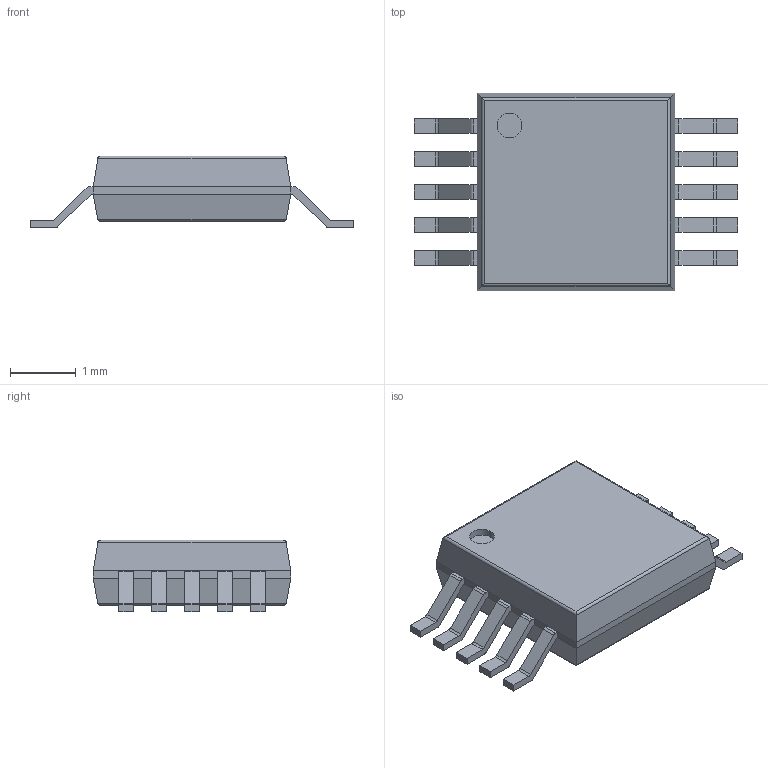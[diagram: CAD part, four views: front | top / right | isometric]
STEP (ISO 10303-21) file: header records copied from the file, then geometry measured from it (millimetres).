
FILE_DESCRIPTION(('FreeCAD Model'),'2;1');
FILE_NAME('955.4.1.stp','2021-02-23T13:17:14',('Author'), (''),'Open CASCADE STEP processor 6.9','FreeCAD','Unknown');
FILE_SCHEMA(('AUTOMOTIVE_DESIGN { 1 0 10303 214 1 1 1 1 }'));
Length unit declared in the file: millimetre
Products named in the file (3): ASSEMBLY; Body; PinsArrayLR
Assembly tree (2 placements, depth 2):
  ASSEMBLY
    Body
    PinsArrayLR
Bounding box: 4.9 x 3 x 1.09 mm (x, y, z)
Volume: 8.8 mm3; surface area: 36.1 mm2
Topology: 11 solids, 11 shells, 154 faces, 377 edges, 246 vertices
Faces by surface type: plane 115, cylinder 39
Full cylindrical faces by diameter (mm): 0.375 x1
Entity records: 9675 total; most frequent: CARTESIAN_POINT 1866, DIRECTION 1445, LINE 959, VECTOR 959, ORIENTED_EDGE 754, PCURVE 754, DEFINITIONAL_REPRESENTATION 754, EDGE_CURVE 377
